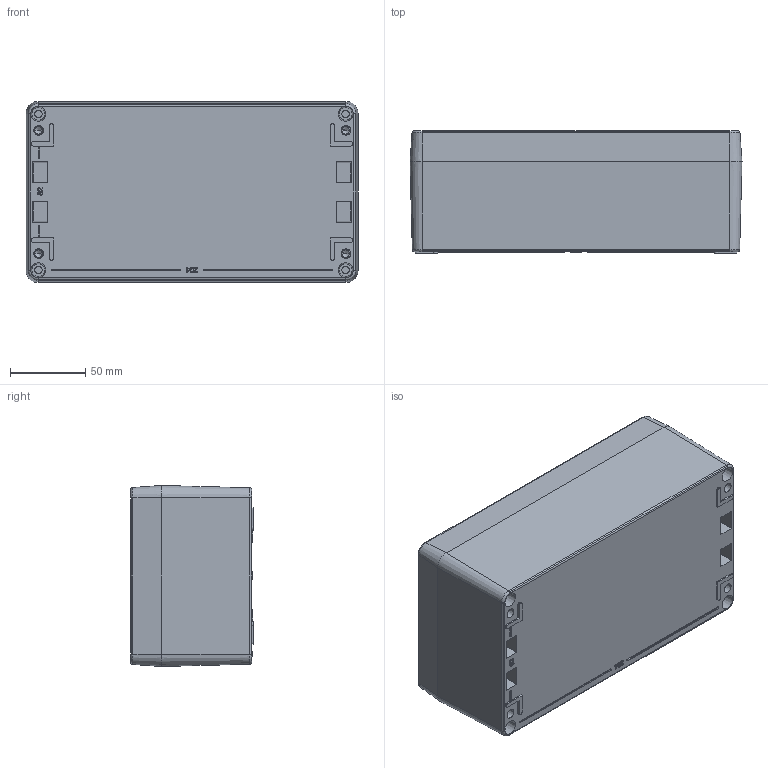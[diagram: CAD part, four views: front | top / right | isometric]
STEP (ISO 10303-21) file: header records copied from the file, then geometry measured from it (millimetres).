
FILE_DESCRIPTION(/* description */ ('Alibre Inc.'),/* implementation_level */ '2;1');
FILE_NAME(/* name */ 'export-A170CC5E-4415-40C6-B4E8-DC3A1AA17C4A',/* time_stamp */ '2023-04-22T12:29:02+02:00',/* author */ (''),/* organization */ (''),/* preprocessor_version */ 'ST-DEVELOPER v17',/* originating_system */ 'Alibre',/* authorisation */ '');
FILE_SCHEMA (('AUTOMOTIVE_DESIGN'));
Length unit declared in the file: millimetre
Products named in the file (5): 1590Z150 Box; Z150LID; 1590Z150 Gasket; SC564 (SCREW M6X 35mm PH); 1590Z150
Bounding box: 221 x 81.5 x 120.5 mm (x, y, z)
Volume: 489416.4 mm3; surface area: 238316.5 mm2
Topology: 7 solids, 7 shells, 836 faces, 2124 edges, 1362 vertices
Faces by surface type: plane 386, cone 212, cylinder 126, bspline 52, torus 52, sphere 8
Entity records: 21259 total; most frequent: CARTESIAN_POINT 4579, ORIENTED_EDGE 3572, DIRECTION 3090, EDGE_CURVE 1786, AXIS2_PLACEMENT_3D 1219, VERTEX_POINT 1152, VECTOR 1000, LINE 1000
